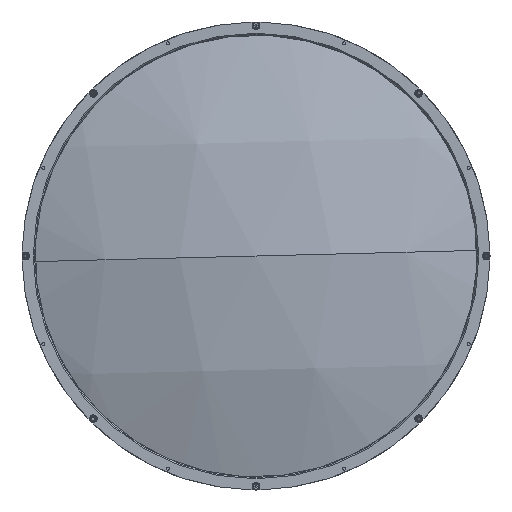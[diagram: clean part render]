
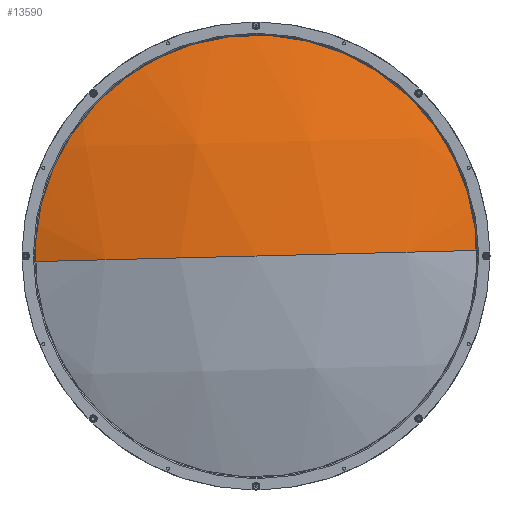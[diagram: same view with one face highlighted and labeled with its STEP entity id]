
A CAD part, left-side view. The second image highlights one B-rep face of the part: STEP entity #13590.
In plain terms, the highlighted spherical face has radius 527.92 mm.
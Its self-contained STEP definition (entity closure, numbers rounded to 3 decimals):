
#322 = DIRECTION ( 'NONE',  ( -1., 0., 0. ) ) ;
#674 = EDGE_LOOP ( 'NONE', ( #8982, #1692, #15322 ) ) ;
#1692 = ORIENTED_EDGE ( 'NONE', *, *, #5048, .T. ) ;
#4618 = DIRECTION ( 'NONE',  ( 0., 0.025, 1. ) ) ;
#5048 = EDGE_CURVE ( 'NONE', #5556, #14824, #5364, .T. ) ;
#5364 = CIRCLE ( 'NONE', #7036, 527.92 ) ;
#5414 = DIRECTION ( 'NONE',  ( 0., -0.025, -1. ) ) ;
#5556 = VERTEX_POINT ( 'NONE', #8110 ) ;
#5665 = CARTESIAN_POINT ( 'NONE',  ( 524.92, 0., 0. ) ) ;
#6507 = CARTESIAN_POINT ( 'NONE',  ( -3., 0., 0. ) ) ;
#6993 = DIRECTION ( 'NONE',  ( 0., -1., 0.025 ) ) ;
#7036 = AXIS2_PLACEMENT_3D ( 'NONE', #5665, #14782, #6993 ) ;
#8110 = CARTESIAN_POINT ( 'NONE',  ( 28.634, 179.943, -4.542 ) ) ;
#8146 = CARTESIAN_POINT ( 'NONE',  ( 28.634, 0., 0. ) ) ;
#8213 = VERTEX_POINT ( 'NONE', #16932 ) ;
#8325 = EDGE_CURVE ( 'NONE', #8213, #5556, #8932, .T. ) ;
#8551 = DIRECTION ( 'NONE',  ( 0., -1., 0.025 ) ) ;
#8614 = FACE_OUTER_BOUND ( 'NONE', #674, .T. ) ;
#8932 = CIRCLE ( 'NONE', #13574, 180. ) ;
#8982 = ORIENTED_EDGE ( 'NONE', *, *, #8325, .T. ) ;
#9463 = DIRECTION ( 'NONE',  ( 0., 0.025, 1. ) ) ;
#12091 = SPHERICAL_SURFACE ( 'NONE', #15004, 527.92 ) ;
#13212 = CARTESIAN_POINT ( 'NONE',  ( 524.92, 0., 0. ) ) ;
#13574 = AXIS2_PLACEMENT_3D ( 'NONE', #8146, #322, #9463 ) ;
#13590 = ADVANCED_FACE ( 'NONE', ( #8614 ), #12091, .T. ) ;
#13640 = AXIS2_PLACEMENT_3D ( 'NONE', #13212, #5414, #14514 ) ;
#14478 = CIRCLE ( 'NONE', #13640, 527.92 ) ;
#14514 = DIRECTION ( 'NONE',  ( 0., 1., -0.025 ) ) ;
#14718 = EDGE_CURVE ( 'NONE', #8213, #14824, #14478, .T. ) ;
#14782 = DIRECTION ( 'NONE',  ( 0., 0.025, 1. ) ) ;
#14824 = VERTEX_POINT ( 'NONE', #6507 ) ;
#15004 = AXIS2_PLACEMENT_3D ( 'NONE', #16381, #4618, #8551 ) ;
#15322 = ORIENTED_EDGE ( 'NONE', *, *, #14718, .F. ) ;
#16381 = CARTESIAN_POINT ( 'NONE',  ( 524.92, 0., 0. ) ) ;
#16932 = CARTESIAN_POINT ( 'NONE',  ( 28.634, -179.943, 4.542 ) ) ;
